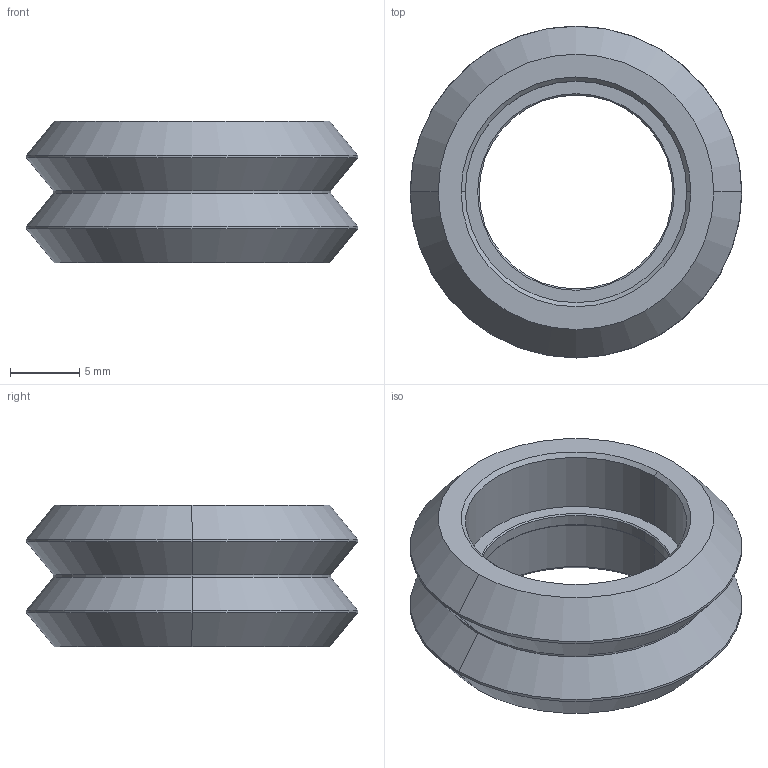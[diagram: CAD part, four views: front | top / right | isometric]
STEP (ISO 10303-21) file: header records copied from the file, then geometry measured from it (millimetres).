
FILE_DESCRIPTION (( 'STEP AP214' ), '1' );
FILE_NAME ('A174 Äâîéíîé ïëàñòèêîâûé ðîëèê äëÿ V-ïàçà.STEP', '2019-09-09T08:11:53', ( 'Windows User' ), ( '' ), 'SwSTEP 2.0', 'SolidWorks 2018', '' );
FILE_SCHEMA (( 'AUTOMOTIVE_DESIGN' ));
Length unit declared in the file: millimetre
Products named in the file (1): A174 Äâîéíîé ïëàñòèêîâûé ðîëèê äëÿ V-ïàçà
Bounding box: 23.97 x 23.97 x 10.24 mm (x, y, z)
Volume: 1887 mm3; surface area: 1805.4 mm2
Topology: 2 solids, 2 shells, 32 faces, 64 edges, 36 vertices
Faces by surface type: cone 20, cylinder 8, plane 4
Entity records: 875 total; most frequent: DIRECTION 166, CARTESIAN_POINT 133, ORIENTED_EDGE 128, AXIS2_PLACEMENT_3D 69, EDGE_CURVE 64, CIRCLE 36, VERTEX_POINT 36, EDGE_LOOP 36
